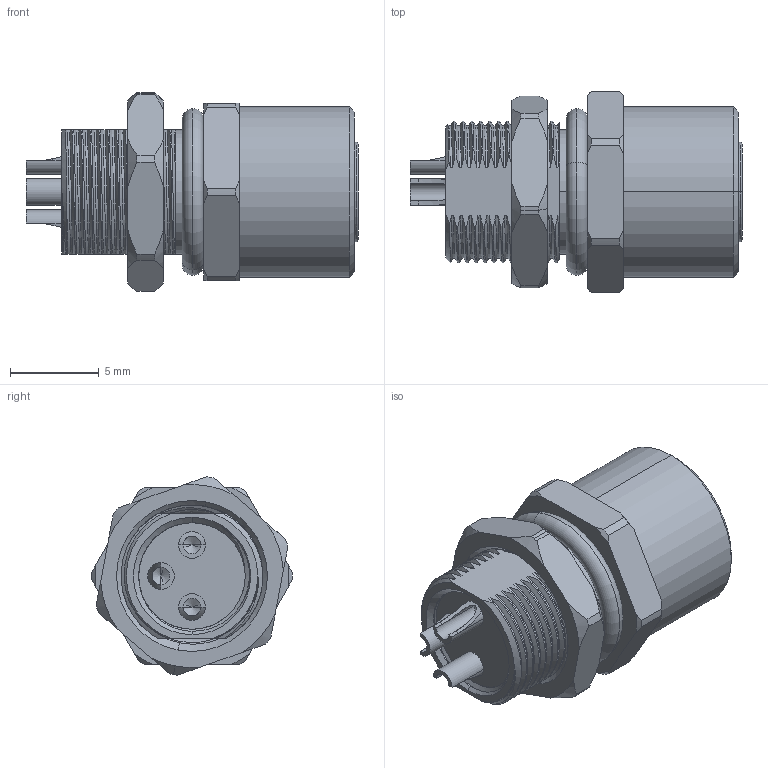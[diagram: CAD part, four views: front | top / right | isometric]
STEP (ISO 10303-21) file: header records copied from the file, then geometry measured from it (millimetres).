
FILE_DESCRIPTION (( 'STEP AP203' ), '1' );
FILE_NAME ('54-00296_A.STEP', '2022-05-10T18:11:12', ( '' ), ( '' ), 'SwSTEP 2.0', 'SolidWorks 2021', '' );
FILE_SCHEMA (( 'CONFIG_CONTROL_DESIGN' ));
Length unit declared in the file: millimetre
Products named in the file (7): 54-00296-03___; 54-00296-01___; 54-00296-06___; 54-00296_A; 54-00296-02___; 54-00296-04___; 54-00296-05___
Assembly tree (8 placements, depth 2):
  54-00296_A
    54-00296-01___
    54-00296-02___
    54-00296-03___  x3
    54-00296-04___
    54-00296-05___
    54-00296-06___
Bounding box: 18.7 x 11.3 x 11.18 mm (x, y, z)
Volume: 972.1 mm3; surface area: 2284.3 mm2
Topology: 8 solids, 8 shells, 357 faces, 950 edges, 607 vertices
Faces by surface type: cylinder 151, plane 71, bspline 61, cone 52, torus 22
Entity records: 32296 total; most frequent: CARTESIAN_POINT 25041, ORIENTED_EDGE 1580, DIRECTION 1111, EDGE_CURVE 790, VERTEX_POINT 515, AXIS2_PLACEMENT_3D 422, EDGE_LOOP 313, FACE_OUTER_BOUND 293
